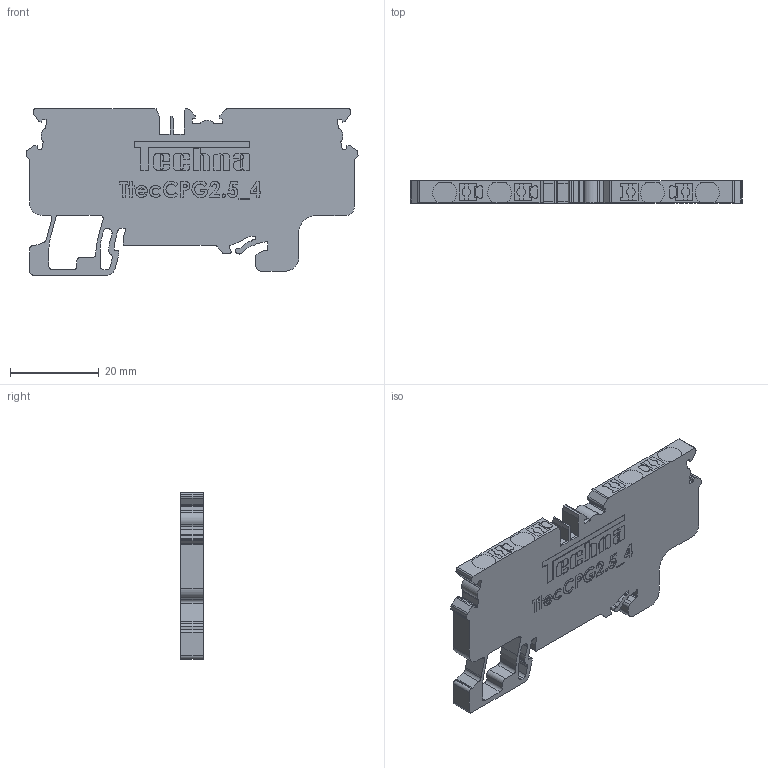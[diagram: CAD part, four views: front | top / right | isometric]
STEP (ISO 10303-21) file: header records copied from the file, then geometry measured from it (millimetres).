
FILE_DESCRIPTION (( 'STEP AP214' ), '1' );
FILE_NAME ('TtecCPG2.5_4.STEP', '2020-07-03T07:57:20', ( '' ), ( '' ), 'SwSTEP 2.0', 'SolidWorks 2020', '' );
FILE_SCHEMA (( 'AUTOMOTIVE_DESIGN' ));
Length unit declared in the file: millimetre
Products named in the file (1): TtecCPG2.5_4
Bounding box: 74.7 x 5 x 37.41 mm (x, y, z)
Volume: 10357.2 mm3; surface area: 6059.8 mm2
Topology: 1 solids, 1 shells, 936 faces, 2644 edges, 1763 vertices
Faces by surface type: plane 516, cylinder 296, bspline 124
Entity records: 43043 total; most frequent: CARTESIAN_POINT 12788, ORIENTED_EDGE 5288, DIRECTION 4607, EDGE_CURVE 2644, LINE 1811, VECTOR 1811, VERTEX_POINT 1763, AXIS2_PLACEMENT_3D 1398
